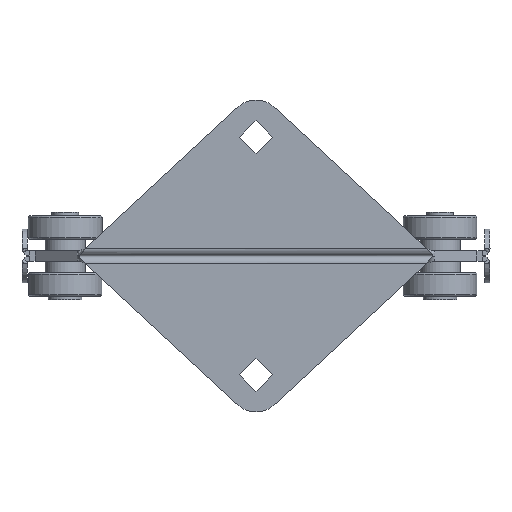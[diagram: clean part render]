
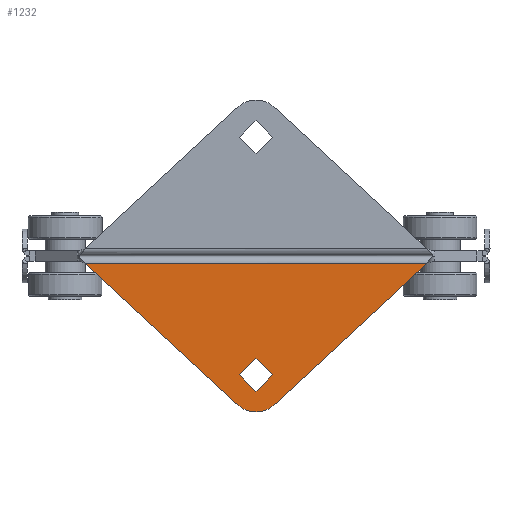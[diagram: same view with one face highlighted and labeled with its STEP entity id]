
A CAD part, front view. The second image highlights one B-rep face of the part: STEP entity #1232.
In plain terms, the highlighted planar face has unit normal (0, -1, 0).
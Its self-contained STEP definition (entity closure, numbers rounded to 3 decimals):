
#1232=ADVANCED_FACE('',(#3121,#3123),#3125,.T.);
#3121=FACE_BOUND('',#3122,.T.);
#3122=EDGE_LOOP('',(#4488,#4489,#4490,#4491));
#3123=FACE_BOUND('',#3124,.T.);
#3124=EDGE_LOOP('',(#4492,#4493,#4494,#4495));
#3125=PLANE('',#3126);
#3126=AXIS2_PLACEMENT_3D('',#3127,#3128,#3129);
#3127=CARTESIAN_POINT('',(0.,-34.9,33.999));
#3128=DIRECTION('',(0.,-1.,0.));
#3129=DIRECTION('',(1.,0.,0.));
#4488=ORIENTED_EDGE('',*,*,#4953,.T.);
#4489=ORIENTED_EDGE('',*,*,#4943,.T.);
#4490=ORIENTED_EDGE('',*,*,#4941,.T.);
#4491=ORIENTED_EDGE('',*,*,#4939,.T.);
#4492=ORIENTED_EDGE('',*,*,#4944,.T.);
#4493=ORIENTED_EDGE('',*,*,#4951,.T.);
#4494=ORIENTED_EDGE('',*,*,#4949,.T.);
#4495=ORIENTED_EDGE('',*,*,#4947,.T.);
#4939=EDGE_CURVE('',#5526,#5390,#5527,.T.);
#4941=EDGE_CURVE('',#5529,#5526,#5530,.T.);
#4943=EDGE_CURVE('',#5387,#5529,#5532,.T.);
#4944=EDGE_CURVE('',#5533,#5534,#5535,.F.);
#4947=EDGE_CURVE('',#5538,#5533,#5539,.F.);
#4949=EDGE_CURVE('',#5541,#5538,#5542,.F.);
#4951=EDGE_CURVE('',#5534,#5541,#5544,.F.);
#4953=EDGE_CURVE('',#5390,#5387,#5546,.T.);
#5387=VERTEX_POINT('',#6508);
#5390=VERTEX_POINT('',#6529);
#5526=VERTEX_POINT('',#6982);
#5527=LINE('',#6983,#6984);
#5529=VERTEX_POINT('',#6989);
#5530=CIRCLE('',#6990,8.);
#5532=LINE('',#6997,#6998);
#5533=VERTEX_POINT('',#7000);
#5534=VERTEX_POINT('',#7001);
#5535=LINE('',#7002,#7003);
#5538=VERTEX_POINT('',#7011);
#5539=LINE('',#7012,#7013);
#5541=VERTEX_POINT('',#7018);
#5542=LINE('',#7019,#7020);
#5544=LINE('',#7025,#7026);
#5546=LINE('',#7031,#7032);
#6508=CARTESIAN_POINT('',(-51.07,-34.9,-0.8));
#6529=CARTESIAN_POINT('',(51.07,-34.9,-0.8));
#6982=CARTESIAN_POINT('',(5.43,-34.9,-42.982));
#6983=CARTESIAN_POINT('',(5.43,-34.9,-42.982));
#6984=VECTOR('',#6985,1.);
#6985=DIRECTION('',(0.734,0.,0.679));
#6989=CARTESIAN_POINT('',(-5.43,-34.9,-42.982));
#6990=AXIS2_PLACEMENT_3D('',#6991,#6992,#6993);
#6991=CARTESIAN_POINT('',(0.,-34.9,-37.107));
#6992=DIRECTION('',(0.,-1.,0.));
#6993=DIRECTION('',(-0.679,0.,-0.734));
#6997=CARTESIAN_POINT('',(-51.07,-34.9,-0.8));
#6998=VECTOR('',#6999,1.);
#6999=DIRECTION('',(0.734,0.,-0.679));
#7000=CARTESIAN_POINT('',(0.,-34.9,-29.051));
#7001=CARTESIAN_POINT('',(4.95,-34.9,-34.001));
#7002=CARTESIAN_POINT('',(4.95,-34.9,-34.001));
#7003=VECTOR('',#7004,1.);
#7004=DIRECTION('',(-0.707,0.,0.707));
#7011=CARTESIAN_POINT('',(-4.95,-34.9,-34.001));
#7012=CARTESIAN_POINT('',(0.,-34.9,-29.051));
#7013=VECTOR('',#7014,1.);
#7014=DIRECTION('',(-0.707,0.,-0.707));
#7018=CARTESIAN_POINT('',(0.,-34.9,-38.951));
#7019=CARTESIAN_POINT('',(-4.95,-34.9,-34.001));
#7020=VECTOR('',#7021,1.);
#7021=DIRECTION('',(0.707,0.,-0.707));
#7025=CARTESIAN_POINT('',(0.,-34.9,-38.951));
#7026=VECTOR('',#7027,1.);
#7027=DIRECTION('',(0.707,0.,0.707));
#7031=CARTESIAN_POINT('',(51.07,-34.9,-0.8));
#7032=VECTOR('',#7033,1.);
#7033=DIRECTION('',(-1.,0.,0.));
